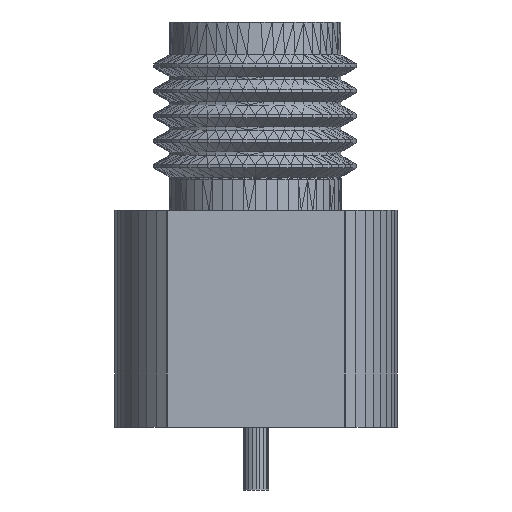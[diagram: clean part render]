
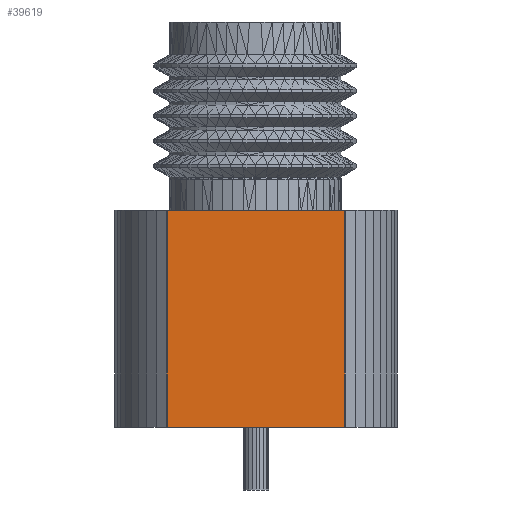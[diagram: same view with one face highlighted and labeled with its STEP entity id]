
A CAD part, left-side view. The second image highlights one B-rep face of the part: STEP entity #39619.
In plain terms, the highlighted planar face has unit normal (-1, 0, 0).
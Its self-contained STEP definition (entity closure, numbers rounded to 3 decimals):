
#30680 = VERTEX_POINT('',#30681);
#30681 = CARTESIAN_POINT('',(-13.498,12.829,
    6.9));
#30687 = EDGE_CURVE('',#30680,#30688,#30690,.T.);
#30688 = VERTEX_POINT('',#30689);
#30689 = CARTESIAN_POINT('',(-13.498,7.171,
    6.9));
#30690 = LINE('',#30691,#30692);
#30691 = CARTESIAN_POINT('',(-13.498,12.829,
    6.9));
#30692 = VECTOR('',#30693,1.);
#30693 = DIRECTION('',(0.,-1.,0.));
#39214 = VERTEX_POINT('',#39215);
#39215 = CARTESIAN_POINT('',(-13.498,7.171,0.));
#39221 = EDGE_CURVE('',#39214,#39222,#39224,.T.);
#39222 = VERTEX_POINT('',#39223);
#39223 = CARTESIAN_POINT('',(-13.498,12.829,0.));
#39224 = LINE('',#39225,#39226);
#39225 = CARTESIAN_POINT('',(-13.498,7.171,0.));
#39226 = VECTOR('',#39227,1.);
#39227 = DIRECTION('',(0.,1.,0.));
#39608 = EDGE_CURVE('',#39222,#30680,#39609,.T.);
#39609 = LINE('',#39610,#39611);
#39610 = CARTESIAN_POINT('',(-13.498,12.829,0.));
#39611 = VECTOR('',#39612,1.);
#39612 = DIRECTION('',(0.,0.,1.));
#39619 = ADVANCED_FACE('',(#39620),#39631,.T.);
#39620 = FACE_BOUND('',#39621,.T.);
#39621 = EDGE_LOOP('',(#39622,#39628,#39629,#39630));
#39622 = ORIENTED_EDGE('',*,*,#39623,.T.);
#39623 = EDGE_CURVE('',#39214,#30688,#39624,.T.);
#39624 = LINE('',#39625,#39626);
#39625 = CARTESIAN_POINT('',(-13.498,7.171,0.));
#39626 = VECTOR('',#39627,1.);
#39627 = DIRECTION('',(0.,0.,1.));
#39628 = ORIENTED_EDGE('',*,*,#30687,.F.);
#39629 = ORIENTED_EDGE('',*,*,#39608,.F.);
#39630 = ORIENTED_EDGE('',*,*,#39221,.F.);
#39631 = PLANE('',#39632);
#39632 = AXIS2_PLACEMENT_3D('',#39633,#39634,#39635);
#39633 = CARTESIAN_POINT('',(-13.498,10.,
    3.45));
#39634 = DIRECTION('',(-1.,-0.,-0.));
#39635 = DIRECTION('',(0.,0.,-1.));
